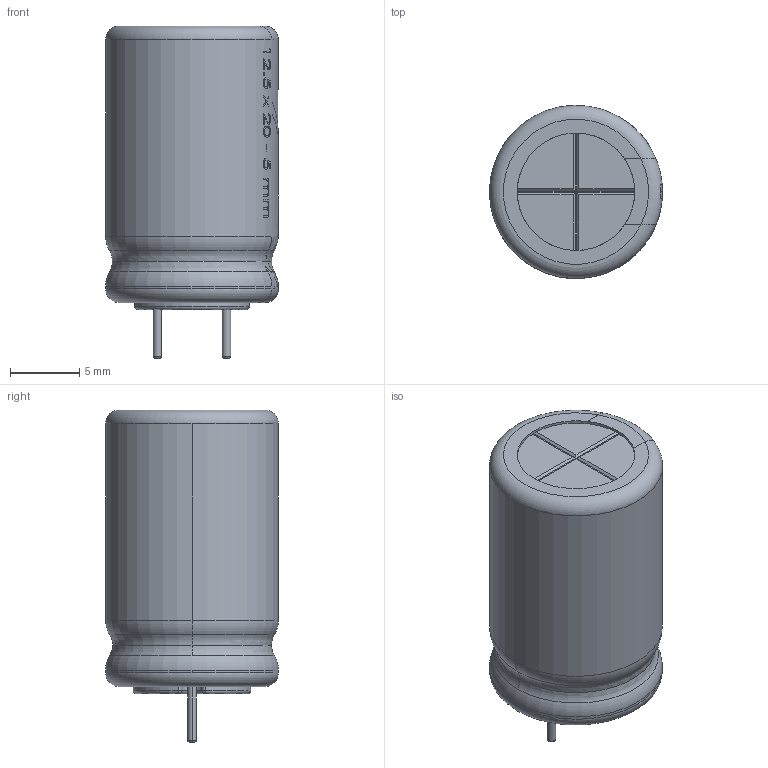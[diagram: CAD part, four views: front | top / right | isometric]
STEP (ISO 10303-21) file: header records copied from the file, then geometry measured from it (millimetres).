
FILE_DESCRIPTION (( 'STEP AP214' ), '1' );
FILE_NAME ('837B4691-2602-449B-B67D-0E24D48CAED5.STEP', '2022-07-03T15:04:01', ( '' ), ( '' ), 'SwSTEP 2.0', 'SolidWorks 2022', '' );
FILE_SCHEMA (( 'AUTOMOTIVE_DESIGN' ));
Length unit declared in the file: millimetre
Products named in the file (1): 837B4691-2602-449B-B67D-0E24D48CAED5
Bounding box: 12.5 x 12.5 x 24 mm (x, y, z)
Volume: 1379 mm3; surface area: 1649.5 mm2
Topology: 1 solids, 2 shells, 496 faces, 1297 edges, 844 vertices
Faces by surface type: plane 218, bspline 152, cylinder 83, torus 37, sphere 6
Entity records: 31298 total; most frequent: CARTESIAN_POINT 14911, ORIENTED_EDGE 2586, DIRECTION 1737, EDGE_CURVE 1293, VERTEX_POINT 844, AXIS2_PLACEMENT_3D 645, EDGE_LOOP 539, B_SPLINE_CURVE_WITH_KNOTS 530
